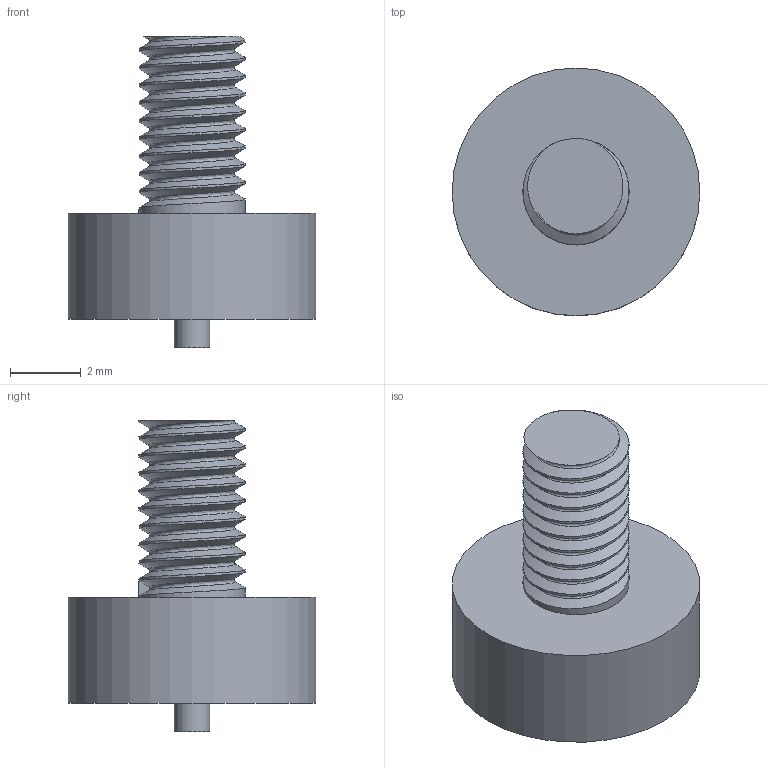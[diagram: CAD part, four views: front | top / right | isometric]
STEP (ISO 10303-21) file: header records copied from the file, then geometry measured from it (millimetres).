
FILE_DESCRIPTION(/* description */ ('Unknown'),/* implementation_level */ '2;1');
FILE_NAME(/* name */ 'MP_Wurth_WP-SMSH_7466113',/* time_stamp */ '2026-01-20T16:34:13+08:00',/* author */ ('Unknown'),/* organization */ ('Unknown'),/* preprocessor_version */ 'ST-DEVELOPER v19.4',/* originating_system */ 'Solid Edge',/* authorisation */ 'Unknown');
FILE_SCHEMA (('AUTOMOTIVE_DESIGN {1 0 10303 214 3 1 1}'));
Length unit declared in the file: millimetre
Products named in the file (2): MP_Wurth_WP-SMSH_7466113
Assembly tree (1 placements, depth 2):
  MP_Wurth_WP-SMSH_7466113
    MP_Wurth_WP-SMSH_7466113
Bounding box: 7 x 7 x 8.8 mm (x, y, z)
Volume: 144.9 mm3; surface area: 213.9 mm2
Topology: 1 solids, 1 shells, 20 faces, 48 edges, 32 vertices
Faces by surface type: cylinder 12, plane 5, bspline 3
Full cylindrical faces by diameter (mm): 1 x1, 3 x9, 7 x1
Entity records: 1697 total; most frequent: CARTESIAN_POINT 1460, DIRECTION 37, ORIENTED_EDGE 34, EDGE_CURVE 17, FACE_BOUND 17, AXIS2_PLACEMENT_3D 17, EDGE_LOOP 16, VERTEX_POINT 14
